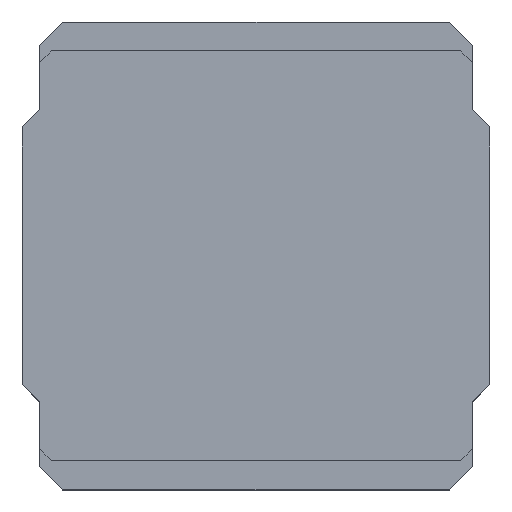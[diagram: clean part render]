
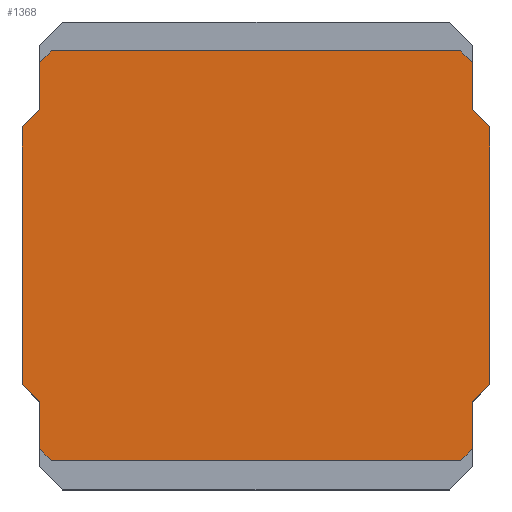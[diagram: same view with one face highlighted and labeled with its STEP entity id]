
A CAD part, top view. The second image highlights one B-rep face of the part: STEP entity #1368.
In plain terms, the highlighted planar face has unit normal (0, 0, 1).
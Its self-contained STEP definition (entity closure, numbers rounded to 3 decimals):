
#1168 = VERTEX_POINT('',#1169);
#1169 = CARTESIAN_POINT('',(-1.85,-1.25,1.8));
#1175 = EDGE_CURVE('',#1168,#1176,#1178,.T.);
#1176 = VERTEX_POINT('',#1177);
#1177 = CARTESIAN_POINT('',(-1.85,-1.65,1.8));
#1178 = LINE('',#1179,#1180);
#1179 = CARTESIAN_POINT('',(-1.85,-1.25,1.8));
#1180 = VECTOR('',#1181,1.);
#1181 = DIRECTION('',(0.,-1.,0.));
#1326 = EDGE_CURVE('',#1176,#1327,#1329,.T.);
#1327 = VERTEX_POINT('',#1328);
#1328 = CARTESIAN_POINT('',(-1.75,-1.75,1.8));
#1329 = LINE('',#1330,#1331);
#1330 = CARTESIAN_POINT('',(-1.775,-1.725,1.8));
#1331 = VECTOR('',#1332,1.);
#1332 = DIRECTION('',(0.707,-0.707,0.));
#1349 = VERTEX_POINT('',#1350);
#1350 = CARTESIAN_POINT('',(-2.,-1.1,1.8));
#1356 = EDGE_CURVE('',#1349,#1168,#1357,.T.);
#1357 = LINE('',#1358,#1359);
#1358 = CARTESIAN_POINT('',(-2.,-1.1,1.8));
#1359 = VECTOR('',#1360,1.);
#1360 = DIRECTION('',(0.707,-0.707,0.));
#1368 = ADVANCED_FACE('',(#1369),#1476,.T.);
#1369 = FACE_BOUND('',#1370,.T.);
#1370 = EDGE_LOOP('',(#1371,#1372,#1373,#1381,#1389,#1397,#1405,#1413,
    #1421,#1429,#1437,#1445,#1453,#1461,#1469,#1475));
#1371 = ORIENTED_EDGE('',*,*,#1175,.T.);
#1372 = ORIENTED_EDGE('',*,*,#1326,.T.);
#1373 = ORIENTED_EDGE('',*,*,#1374,.T.);
#1374 = EDGE_CURVE('',#1327,#1375,#1377,.T.);
#1375 = VERTEX_POINT('',#1376);
#1376 = CARTESIAN_POINT('',(1.75,-1.75,1.8));
#1377 = LINE('',#1378,#1379);
#1378 = CARTESIAN_POINT('',(-1.85,-1.75,1.8));
#1379 = VECTOR('',#1380,1.);
#1380 = DIRECTION('',(1.,0.,0.));
#1381 = ORIENTED_EDGE('',*,*,#1382,.T.);
#1382 = EDGE_CURVE('',#1375,#1383,#1385,.T.);
#1383 = VERTEX_POINT('',#1384);
#1384 = CARTESIAN_POINT('',(1.85,-1.65,1.8));
#1385 = LINE('',#1386,#1387);
#1386 = CARTESIAN_POINT('',(1.775,-1.725,1.8));
#1387 = VECTOR('',#1388,1.);
#1388 = DIRECTION('',(0.707,0.707,0.));
#1389 = ORIENTED_EDGE('',*,*,#1390,.T.);
#1390 = EDGE_CURVE('',#1383,#1391,#1393,.T.);
#1391 = VERTEX_POINT('',#1392);
#1392 = CARTESIAN_POINT('',(1.85,-1.25,1.8));
#1393 = LINE('',#1394,#1395);
#1394 = CARTESIAN_POINT('',(1.85,-1.75,1.8));
#1395 = VECTOR('',#1396,1.);
#1396 = DIRECTION('',(0.,1.,0.));
#1397 = ORIENTED_EDGE('',*,*,#1398,.T.);
#1398 = EDGE_CURVE('',#1391,#1399,#1401,.T.);
#1399 = VERTEX_POINT('',#1400);
#1400 = CARTESIAN_POINT('',(2.,-1.1,1.8));
#1401 = LINE('',#1402,#1403);
#1402 = CARTESIAN_POINT('',(1.85,-1.25,1.8));
#1403 = VECTOR('',#1404,1.);
#1404 = DIRECTION('',(0.707,0.707,0.));
#1405 = ORIENTED_EDGE('',*,*,#1406,.T.);
#1406 = EDGE_CURVE('',#1399,#1407,#1409,.T.);
#1407 = VERTEX_POINT('',#1408);
#1408 = CARTESIAN_POINT('',(2.,1.1,1.8));
#1409 = LINE('',#1410,#1411);
#1410 = CARTESIAN_POINT('',(2.,-1.1,1.8));
#1411 = VECTOR('',#1412,1.);
#1412 = DIRECTION('',(0.,1.,0.));
#1413 = ORIENTED_EDGE('',*,*,#1414,.T.);
#1414 = EDGE_CURVE('',#1407,#1415,#1417,.T.);
#1415 = VERTEX_POINT('',#1416);
#1416 = CARTESIAN_POINT('',(1.85,1.25,1.8));
#1417 = LINE('',#1418,#1419);
#1418 = CARTESIAN_POINT('',(2.,1.1,1.8));
#1419 = VECTOR('',#1420,1.);
#1420 = DIRECTION('',(-0.707,0.707,0.));
#1421 = ORIENTED_EDGE('',*,*,#1422,.T.);
#1422 = EDGE_CURVE('',#1415,#1423,#1425,.T.);
#1423 = VERTEX_POINT('',#1424);
#1424 = CARTESIAN_POINT('',(1.85,1.65,1.8));
#1425 = LINE('',#1426,#1427);
#1426 = CARTESIAN_POINT('',(1.85,1.25,1.8));
#1427 = VECTOR('',#1428,1.);
#1428 = DIRECTION('',(0.,1.,0.));
#1429 = ORIENTED_EDGE('',*,*,#1430,.T.);
#1430 = EDGE_CURVE('',#1423,#1431,#1433,.T.);
#1431 = VERTEX_POINT('',#1432);
#1432 = CARTESIAN_POINT('',(1.75,1.75,1.8));
#1433 = LINE('',#1434,#1435);
#1434 = CARTESIAN_POINT('',(1.775,1.725,1.8));
#1435 = VECTOR('',#1436,1.);
#1436 = DIRECTION('',(-0.707,0.707,0.));
#1437 = ORIENTED_EDGE('',*,*,#1438,.T.);
#1438 = EDGE_CURVE('',#1431,#1439,#1441,.T.);
#1439 = VERTEX_POINT('',#1440);
#1440 = CARTESIAN_POINT('',(-1.75,1.75,1.8));
#1441 = LINE('',#1442,#1443);
#1442 = CARTESIAN_POINT('',(1.85,1.75,1.8));
#1443 = VECTOR('',#1444,1.);
#1444 = DIRECTION('',(-1.,0.,0.));
#1445 = ORIENTED_EDGE('',*,*,#1446,.T.);
#1446 = EDGE_CURVE('',#1439,#1447,#1449,.T.);
#1447 = VERTEX_POINT('',#1448);
#1448 = CARTESIAN_POINT('',(-1.85,1.65,1.8));
#1449 = LINE('',#1450,#1451);
#1450 = CARTESIAN_POINT('',(-1.775,1.725,1.8));
#1451 = VECTOR('',#1452,1.);
#1452 = DIRECTION('',(-0.707,-0.707,0.));
#1453 = ORIENTED_EDGE('',*,*,#1454,.T.);
#1454 = EDGE_CURVE('',#1447,#1455,#1457,.T.);
#1455 = VERTEX_POINT('',#1456);
#1456 = CARTESIAN_POINT('',(-1.85,1.25,1.8));
#1457 = LINE('',#1458,#1459);
#1458 = CARTESIAN_POINT('',(-1.85,1.75,1.8));
#1459 = VECTOR('',#1460,1.);
#1460 = DIRECTION('',(0.,-1.,0.));
#1461 = ORIENTED_EDGE('',*,*,#1462,.T.);
#1462 = EDGE_CURVE('',#1455,#1463,#1465,.T.);
#1463 = VERTEX_POINT('',#1464);
#1464 = CARTESIAN_POINT('',(-2.,1.1,1.8));
#1465 = LINE('',#1466,#1467);
#1466 = CARTESIAN_POINT('',(-1.85,1.25,1.8));
#1467 = VECTOR('',#1468,1.);
#1468 = DIRECTION('',(-0.707,-0.707,0.));
#1469 = ORIENTED_EDGE('',*,*,#1470,.T.);
#1470 = EDGE_CURVE('',#1463,#1349,#1471,.T.);
#1471 = LINE('',#1472,#1473);
#1472 = CARTESIAN_POINT('',(-2.,1.1,1.8));
#1473 = VECTOR('',#1474,1.);
#1474 = DIRECTION('',(0.,-1.,0.));
#1475 = ORIENTED_EDGE('',*,*,#1356,.T.);
#1476 = PLANE('',#1477);
#1477 = AXIS2_PLACEMENT_3D('',#1478,#1479,#1480);
#1478 = CARTESIAN_POINT('',(0.,0.,1.8));
#1479 = DIRECTION('',(0.,0.,1.));
#1480 = DIRECTION('',(1.,0.,0.));
